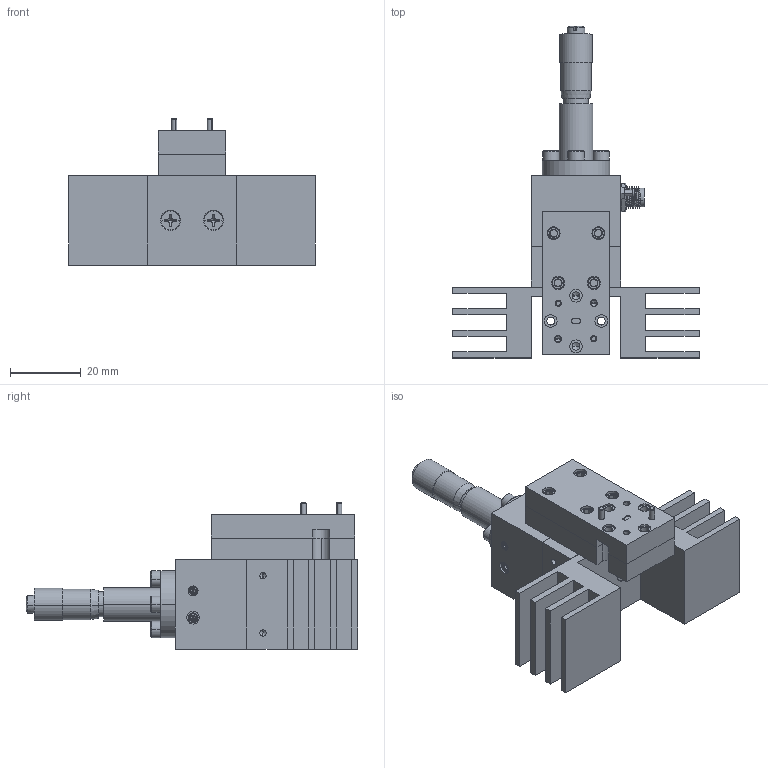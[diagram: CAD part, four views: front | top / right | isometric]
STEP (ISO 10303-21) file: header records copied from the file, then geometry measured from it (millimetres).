
FILE_DESCRIPTION (( 'STEP AP203' ), '1' );
FILE_NAME ('SOM-10420303-10-M1.STEP', '2019-02-01T19:26:12', ( '' ), ( '' ), 'SwSTEP 2.0', 'SolidWorks 2016', '' );
FILE_SCHEMA (( 'CONFIG_CONTROL_DESIGN' ));
Length unit declared in the file: inch
Products named in the file (1): SOM-10420303-10-M1
Bounding box: 69.85 x 94.08 x 41.47 mm (x, y, z)
Volume: 44387.8 mm3; surface area: 32166.3 mm2
Topology: 38 solids, 38 shells, 1294 faces, 2977 edges, 1774 vertices
Faces by surface type: plane 460, cylinder 423, cone 405, sphere 4, bspline 2
Entity records: 37681 total; most frequent: CARTESIAN_POINT 8714, DIRECTION 6238, ORIENTED_EDGE 5738, EDGE_CURVE 2869, AXIS2_PLACEMENT_3D 2421, VERTEX_POINT 1774, EDGE_LOOP 1505, VECTOR 1396
